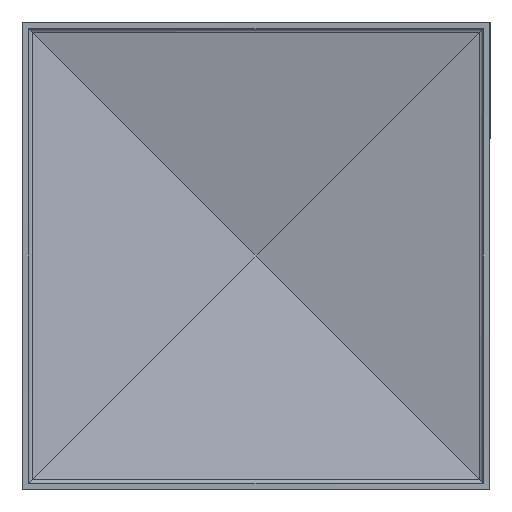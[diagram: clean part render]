
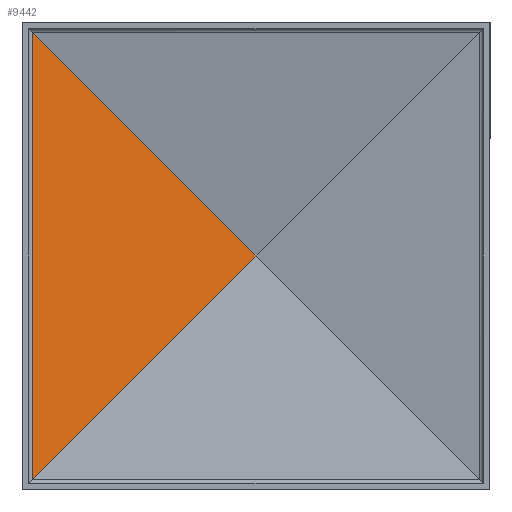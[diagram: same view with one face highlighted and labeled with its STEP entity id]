
A CAD part, front view. The second image highlights one B-rep face of the part: STEP entity #9442.
In plain terms, the highlighted planar face has unit normal (0.191, -0.982, 0).
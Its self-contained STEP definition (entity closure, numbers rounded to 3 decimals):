
#712 = VERTEX_POINT ( 'NONE', #2237 ) ;
#1099 = CARTESIAN_POINT ( 'NONE',  ( 0.223, 18.517, -0.223 ) ) ;
#1712 = LINE ( 'NONE', #1099, #9223 ) ;
#2237 = CARTESIAN_POINT ( 'NONE',  ( 0., 18.474, 0. ) ) ;
#2654 = CARTESIAN_POINT ( 'NONE',  ( -49.191, 8.92, 49.191 ) ) ;
#2912 = EDGE_CURVE ( 'NONE', #712, #9504, #1712, .T. ) ;
#3347 = EDGE_LOOP ( 'NONE', ( #11294, #11476, #5488 ) ) ;
#3363 = CARTESIAN_POINT ( 'NONE',  ( -50.324, 8.7, -50.324 ) ) ;
#3456 = AXIS2_PLACEMENT_3D ( 'NONE', #8874, #3839, #12082 ) ;
#3564 = VERTEX_POINT ( 'NONE', #11803 ) ;
#3839 = DIRECTION ( 'NONE',  ( 0.191, -0.982, 0. ) ) ;
#4776 = PLANE ( 'NONE',  #3456 ) ;
#5488 = ORIENTED_EDGE ( 'NONE', *, *, #6891, .F. ) ;
#6112 = DIRECTION ( 'NONE',  ( 0., 0., 1. ) ) ;
#6307 = VECTOR ( 'NONE', #6112, 1000. ) ;
#6891 = EDGE_CURVE ( 'NONE', #3564, #9504, #9087, .T. ) ;
#7331 = LINE ( 'NONE', #3363, #11599 ) ;
#8360 = DIRECTION ( 'NONE',  ( -0.701, -0.136, 0.701 ) ) ;
#8874 = CARTESIAN_POINT ( 'NONE',  ( -49.191, 8.92, -51.5 ) ) ;
#9087 = LINE ( 'NONE', #12366, #6307 ) ;
#9223 = VECTOR ( 'NONE', #8360, 1000. ) ;
#9442 = ADVANCED_FACE ( 'NONE', ( #12627 ), #4776, .T. ) ;
#9504 = VERTEX_POINT ( 'NONE', #2654 ) ;
#9646 = DIRECTION ( 'NONE',  ( 0.701, 0.136, 0.701 ) ) ;
#10131 = EDGE_CURVE ( 'NONE', #3564, #712, #7331, .T. ) ;
#11294 = ORIENTED_EDGE ( 'NONE', *, *, #10131, .T. ) ;
#11476 = ORIENTED_EDGE ( 'NONE', *, *, #2912, .T. ) ;
#11599 = VECTOR ( 'NONE', #9646, 1000. ) ;
#11803 = CARTESIAN_POINT ( 'NONE',  ( -49.191, 8.92, -49.191 ) ) ;
#12082 = DIRECTION ( 'NONE',  ( 0.982, 0.191, 0. ) ) ;
#12366 = CARTESIAN_POINT ( 'NONE',  ( -49.191, 8.92, -51.5 ) ) ;
#12627 = FACE_OUTER_BOUND ( 'NONE', #3347, .T. ) ;
